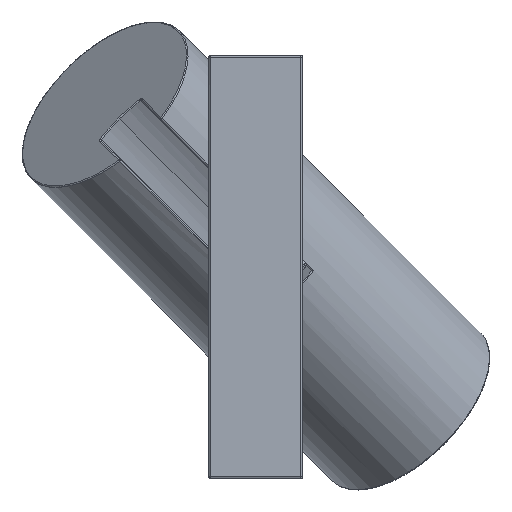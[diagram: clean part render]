
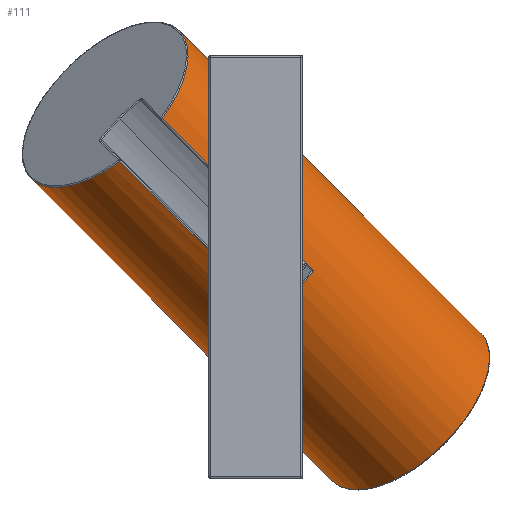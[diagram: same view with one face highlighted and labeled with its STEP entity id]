
A CAD part, top view. The second image highlights one B-rep face of the part: STEP entity #111.
In plain terms, the highlighted cylindrical face has radius 26.691 mm (diameter 53.382 mm), a partial arc.
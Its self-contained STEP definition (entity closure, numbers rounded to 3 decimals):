
#111=ADVANCED_FACE('',(#203),#1226,.T.);
#203=FACE_OUTER_BOUND('',#295,.T.);
#295=EDGE_LOOP('',(#677,#678,#679,#680,#681,#682,#683,#684,#685,#686));
#677=ORIENTED_EDGE('',*,*,#888,.T.);
#678=ORIENTED_EDGE('',*,*,#847,.T.);
#679=ORIENTED_EDGE('',*,*,#808,.F.);
#680=ORIENTED_EDGE('',*,*,#825,.T.);
#681=ORIENTED_EDGE('',*,*,#832,.T.);
#682=ORIENTED_EDGE('',*,*,#838,.F.);
#683=ORIENTED_EDGE('',*,*,#835,.T.);
#684=ORIENTED_EDGE('',*,*,#828,.T.);
#685=ORIENTED_EDGE('',*,*,#891,.F.);
#686=ORIENTED_EDGE('',*,*,#890,.F.);
#808=EDGE_CURVE('',#1160,#1166,#943,.T.);
#825=EDGE_CURVE('',#1160,#1174,#1067,.T.);
#828=EDGE_CURVE('',#1175,#1163,#960,.T.);
#832=EDGE_CURVE('',#1174,#1177,#963,.T.);
#835=EDGE_CURVE('',#1179,#1175,#965,.T.);
#838=EDGE_CURVE('',#1179,#1177,#967,.T.);
#847=EDGE_CURVE('',#1158,#1166,#970,.T.);
#888=EDGE_CURVE('',#1202,#1158,#996,.T.);
#890=EDGE_CURVE('',#1202,#1204,#998,.T.);
#891=EDGE_CURVE('',#1204,#1163,#999,.T.);
#943=(
BOUNDED_CURVE()
B_SPLINE_CURVE(2,(#2891,#2892,#2893),.UNSPECIFIED.,.F.,.F.)
B_SPLINE_CURVE_WITH_KNOTS((3,3),(0.456,35.151),
 .UNSPECIFIED.)
CURVE()
GEOMETRIC_REPRESENTATION_ITEM()
RATIONAL_B_SPLINE_CURVE((1.,0.803,1.))
REPRESENTATION_ITEM('')
);
#960=(
BOUNDED_CURVE()
B_SPLINE_CURVE(1,(#2961,#2962),.UNSPECIFIED.,.F.,.F.)
B_SPLINE_CURVE_WITH_KNOTS((2,2),(0.,64.152),
 .UNSPECIFIED.)
CURVE()
GEOMETRIC_REPRESENTATION_ITEM()
RATIONAL_B_SPLINE_CURVE((1.,1.))
REPRESENTATION_ITEM('')
);
#963=(
BOUNDED_CURVE()
B_SPLINE_CURVE(1,(#2992,#2993),.UNSPECIFIED.,.F.,.F.)
B_SPLINE_CURVE_WITH_KNOTS((2,2),(0.,0.895),
 .UNSPECIFIED.)
CURVE()
GEOMETRIC_REPRESENTATION_ITEM()
RATIONAL_B_SPLINE_CURVE((1.,1.))
REPRESENTATION_ITEM('')
);
#965=(
BOUNDED_CURVE()
B_SPLINE_CURVE(1,(#3008,#3009),.UNSPECIFIED.,.F.,.F.)
B_SPLINE_CURVE_WITH_KNOTS((2,2),(-0.3,0.595),
 .UNSPECIFIED.)
CURVE()
GEOMETRIC_REPRESENTATION_ITEM()
RATIONAL_B_SPLINE_CURVE((1.,1.))
REPRESENTATION_ITEM('')
);
#967=(
BOUNDED_CURVE()
B_SPLINE_CURVE(3,(#3024,#3025,#3026,#3027,#3028,#3029,#3030,#3031,#3032,
#3033,#3034),.UNSPECIFIED.,.F.,.F.)
B_SPLINE_CURVE_WITH_KNOTS((4,3,1,3,4),(-0.399,-0.369,
7.448,15.379,15.403),.UNSPECIFIED.)
CURVE()
GEOMETRIC_REPRESENTATION_ITEM()
RATIONAL_B_SPLINE_CURVE((1.,1.,1.,1.,1.,1.,1.,1.,1.,1.,1.))
REPRESENTATION_ITEM('')
);
#970=(
BOUNDED_CURVE()
B_SPLINE_CURVE(1,(#3115,#3116),.UNSPECIFIED.,.F.,.F.)
B_SPLINE_CURVE_WITH_KNOTS((2,2),(0.3,129.708),
 .UNSPECIFIED.)
CURVE()
GEOMETRIC_REPRESENTATION_ITEM()
RATIONAL_B_SPLINE_CURVE((1.,1.))
REPRESENTATION_ITEM('')
);
#996=(
BOUNDED_CURVE()
B_SPLINE_CURVE(2,(#3400,#3401,#3402,#3403,#3404,#3405,#3406),
 .UNSPECIFIED.,.F.,.F.)
B_SPLINE_CURVE_WITH_KNOTS((3,2,2,3),(85.449,85.449,
128.174,170.899),.UNSPECIFIED.)
CURVE()
GEOMETRIC_REPRESENTATION_ITEM()
RATIONAL_B_SPLINE_CURVE((1.,1.,1.,0.707,1.,0.707,
1.))
REPRESENTATION_ITEM('')
);
#998=(
BOUNDED_CURVE()
B_SPLINE_CURVE(1,(#3418,#3419),.UNSPECIFIED.,.F.,.F.)
B_SPLINE_CURVE_WITH_KNOTS((2,2),(0.3,129.708),
 .UNSPECIFIED.)
CURVE()
GEOMETRIC_REPRESENTATION_ITEM()
RATIONAL_B_SPLINE_CURVE((1.,1.))
REPRESENTATION_ITEM('')
);
#999=(
BOUNDED_CURVE()
B_SPLINE_CURVE(2,(#3420,#3421,#3422),.UNSPECIFIED.,.F.,.F.)
B_SPLINE_CURVE_WITH_KNOTS((3,3),(85.727,120.307),
 .UNSPECIFIED.)
CURVE()
GEOMETRIC_REPRESENTATION_ITEM()
RATIONAL_B_SPLINE_CURVE((1.,0.801,1.))
REPRESENTATION_ITEM('')
);
#1067=B_SPLINE_CURVE_WITH_KNOTS('',3,(#2950,#2951,#2952,#2953),
 .UNSPECIFIED.,.F.,.F.,(4,4),(0.3,64.444),
 .UNSPECIFIED.);
#1158=VERTEX_POINT('',#2350);
#1160=VERTEX_POINT('',#2352);
#1163=VERTEX_POINT('',#2355);
#1166=VERTEX_POINT('',#2358);
#1174=VERTEX_POINT('',#2366);
#1175=VERTEX_POINT('',#2367);
#1177=VERTEX_POINT('',#2369);
#1179=VERTEX_POINT('',#2371);
#1202=VERTEX_POINT('',#2394);
#1204=VERTEX_POINT('',#2396);
#1226=CYLINDRICAL_SURFACE('',#1355,26.691);
#1355=AXIS2_PLACEMENT_3D('',#2234,#1399,$);
#1399=DIRECTION('',(-0.612,0.613,0.5));
#2234=CARTESIAN_POINT('',(0.,-0.001,-22.422));
#2350=CARTESIAN_POINT('',(57.318,-19.62,-53.823));
#2352=CARTESIAN_POINT('',(-23.944,34.894,31.106));
#2355=CARTESIAN_POINT('',(-34.747,24.075,31.143));
#2358=CARTESIAN_POINT('',(-19.548,57.342,8.977));
#2366=CARTESIAN_POINT('',(14.176,-3.225,-0.031));
#2367=CARTESIAN_POINT('',(3.386,-14.057,0.02));
#2369=CARTESIAN_POINT('',(14.708,-3.757,-0.466));
#2371=CARTESIAN_POINT('',(3.918,-14.589,-0.414));
#2394=CARTESIAN_POINT('',(19.548,-57.344,-53.821));
#2396=CARTESIAN_POINT('',(-57.317,19.619,8.979));
#2891=CARTESIAN_POINT('',(-23.944,34.894,31.106));
#2892=CARTESIAN_POINT('',(-12.544,50.331,26.143));
#2893=CARTESIAN_POINT('',(-19.548,57.342,8.977));
#2950=CARTESIAN_POINT('',(-23.944,34.894,31.106));
#2951=CARTESIAN_POINT('',(-11.238,22.188,20.727));
#2952=CARTESIAN_POINT('',(1.469,9.481,10.348));
#2953=CARTESIAN_POINT('',(14.176,-3.225,-0.031));
#2961=CARTESIAN_POINT('',(3.386,-14.057,0.02));
#2962=CARTESIAN_POINT('',(-34.747,24.075,31.143));
#2992=CARTESIAN_POINT('',(14.176,-3.225,-0.031));
#2993=CARTESIAN_POINT('',(14.708,-3.757,-0.466));
#3008=CARTESIAN_POINT('',(3.918,-14.589,-0.414));
#3009=CARTESIAN_POINT('',(3.386,-14.057,0.02));
#3024=CARTESIAN_POINT('',(3.918,-14.589,-0.414));
#3025=CARTESIAN_POINT('',(3.926,-14.583,-0.412));
#3026=CARTESIAN_POINT('',(3.934,-14.578,-0.41));
#3027=CARTESIAN_POINT('',(3.941,-14.572,-0.407));
#3028=CARTESIAN_POINT('',(5.931,-13.092,0.217));
#3029=CARTESIAN_POINT('',(9.834,-9.708,0.853));
#3030=CARTESIAN_POINT('',(13.205,-5.796,0.191));
#3031=CARTESIAN_POINT('',(14.695,-3.775,-0.46));
#3032=CARTESIAN_POINT('',(14.699,-3.769,-0.462));
#3033=CARTESIAN_POINT('',(14.704,-3.763,-0.464));
#3034=CARTESIAN_POINT('',(14.708,-3.757,-0.466));
#3115=CARTESIAN_POINT('',(57.318,-19.62,-53.823));
#3116=CARTESIAN_POINT('',(-19.548,57.342,8.977));
#3400=CARTESIAN_POINT('',(19.548,-57.344,-53.821));
#3401=CARTESIAN_POINT('',(19.548,-57.344,-53.821));
#3402=CARTESIAN_POINT('',(19.548,-57.344,-53.821));
#3403=CARTESIAN_POINT('',(28.98,-66.785,-30.706));
#3404=CARTESIAN_POINT('',(47.865,-47.923,-30.707));
#3405=CARTESIAN_POINT('',(66.749,-29.062,-30.708));
#3406=CARTESIAN_POINT('',(57.318,-19.62,-53.823));
#3418=CARTESIAN_POINT('',(19.548,-57.344,-53.821));
#3419=CARTESIAN_POINT('',(-57.317,19.619,8.979));
#3420=CARTESIAN_POINT('',(-57.317,19.619,8.979));
#3421=CARTESIAN_POINT('',(-50.272,12.566,26.245));
#3422=CARTESIAN_POINT('',(-34.747,24.075,31.143));
